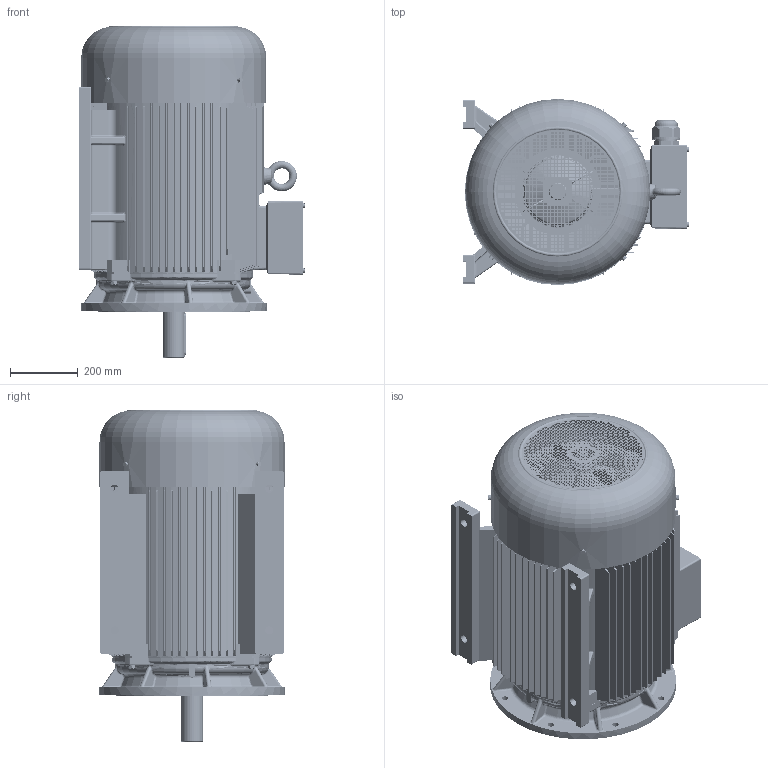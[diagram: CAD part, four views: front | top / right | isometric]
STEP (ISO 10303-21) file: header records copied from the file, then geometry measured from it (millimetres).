
FILE_DESCRIPTION(/* description */ (''),/* implementation_level */ '2;1');
FILE_NAME(/* name */ 'JM3-280M-2-B35.stp',/* time_stamp */ '2016-07-01T15:54:12+08:00',/* author */ (''),/* organization */ (''),/* preprocessor_version */ 'ST-DEVELOPER v15',/* originating_system */ 'SIEMENS PLM Software NX 8.5',/* authorisation */ '');
FILE_SCHEMA (('AUTOMOTIVE_DESIGN { 1 0 10303 214 3 1 1 1 }'));
Length unit declared in the file: millimetre
Products named in the file (1): pc0534AA92lzuq
Bounding box: 667.8 x 549.87 x 981.49 mm (x, y, z)
Volume: 40548233.5 mm3; surface area: 8006850.3 mm2
Topology: 58 solids, 58 shells, 6839 faces, 18766 edges, 12176 vertices
Faces by surface type: plane 4523, cylinder 1066, bspline 553, cone 370, torus 325, sphere 2
Full cylindrical faces by diameter (mm): 7.188 x4, 8 x8, 8.4 x4, 9.026 x8, 10 x8, 10.863 x8, 11.2 x8, 11.5 x1, 12 x8, 12.6 x8, 16 x4, 20 x1, 24 x4, 43.312 x2, 49 x1, 51 x1, 51.188 x4, 52 x3, 61.031 x12, 63 x4, 64.969 x12, 67.922 x2, 72 x2, 83.672 x2, 190 x1, 543 x1, 547 x1
Entity records: 263403 total; most frequent: CARTESIAN_POINT 81962, ORIENTED_EDGE 36754, DIRECTION 31545, EDGE_CURVE 18377, LINE 12961, VECTOR 12961, VERTEX_POINT 12065, AXIS2_PLACEMENT_3D 9292
